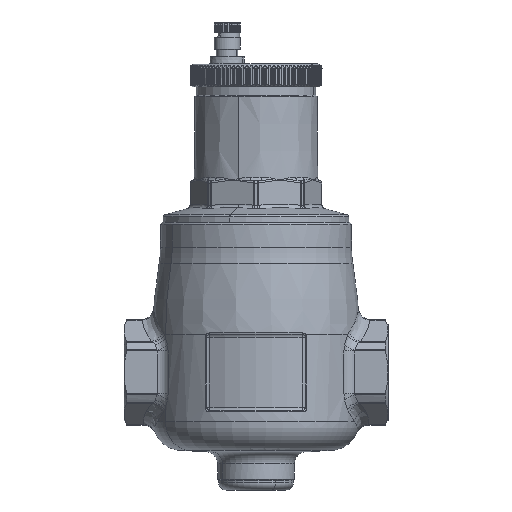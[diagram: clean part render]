
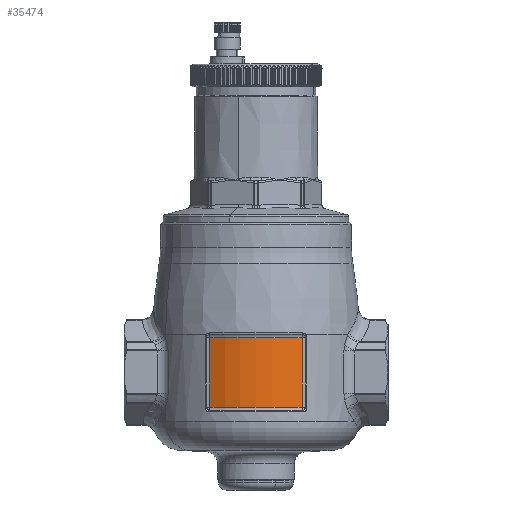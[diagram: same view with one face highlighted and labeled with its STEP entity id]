
A CAD part, left-side view. The second image highlights one B-rep face of the part: STEP entity #35474.
In plain terms, the highlighted cylindrical face has radius 42.25 mm (diameter 84.5 mm), a partial arc.
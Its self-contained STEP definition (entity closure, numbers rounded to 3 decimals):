
#35435=CARTESIAN_POINT('Axis2P3D Location',(0.,0.,53.75)) ;
#35440=CARTESIAN_POINT('Axis2P3D Location',(0.,0.,30.5)) ;
#35444=CARTESIAN_POINT('Vertex',(-37.615,-19.24,30.5)) ;
#35446=CARTESIAN_POINT('Vertex',(-37.615,19.24,30.5)) ;
#35449=CARTESIAN_POINT('Line Origine',(-37.615,-19.24,42.541)) ;
#35453=CARTESIAN_POINT('Vertex',(-37.615,-19.24,59.5)) ;
#35456=CARTESIAN_POINT('Axis2P3D Location',(0.,0.,59.5)) ;
#35460=CARTESIAN_POINT('Vertex',(-37.615,19.24,59.5)) ;
#35463=CARTESIAN_POINT('Line Origine',(-37.615,19.24,42.541)) ;
#35451=VECTOR('Line Direction',#35450,1.) ;
#35465=VECTOR('Line Direction',#35464,1.) ;
#35436=DIRECTION('Axis2P3D Direction',(0.,0.,-1.)) ;
#35437=DIRECTION('Axis2P3D XDirection',(0.479,0.878,0.)) ;
#35441=DIRECTION('Axis2P3D Direction',(0.,0.,-1.)) ;
#35450=DIRECTION('Vector Direction',(0.,0.,-1.)) ;
#35457=DIRECTION('Axis2P3D Direction',(0.,0.,-1.)) ;
#35464=DIRECTION('Vector Direction',(0.,0.,-1.)) ;
#35438=AXIS2_PLACEMENT_3D('Cylinder Axis2P3D',#35435,#35436,#35437) ;
#35442=AXIS2_PLACEMENT_3D('Circle Axis2P3D',#35440,#35441,$) ;
#35458=AXIS2_PLACEMENT_3D('Circle Axis2P3D',#35456,#35457,$) ;
#35452=LINE('Line',#35449,#35451) ;
#35466=LINE('Line',#35463,#35465) ;
#35443=CIRCLE('generated circle',#35442,42.25) ;
#35459=CIRCLE('generated circle',#35458,42.25) ;
#35439=CYLINDRICAL_SURFACE('generated cylinder',#35438,42.25) ;
#35448=EDGE_CURVE('',#35445,#35447,#35443,.T.) ;
#35455=EDGE_CURVE('',#35454,#35445,#35452,.T.) ;
#35462=EDGE_CURVE('',#35461,#35454,#35459,.F.) ;
#35467=EDGE_CURVE('',#35447,#35461,#35466,.F.) ;
#35469=ORIENTED_EDGE('',*,*,#35448,.F.) ;
#35470=ORIENTED_EDGE('',*,*,#35455,.F.) ;
#35471=ORIENTED_EDGE('',*,*,#35462,.F.) ;
#35472=ORIENTED_EDGE('',*,*,#35467,.F.) ;
#35468=EDGE_LOOP('',(#35469,#35470,#35471,#35472)) ;
#35445=VERTEX_POINT('',#35444) ;
#35447=VERTEX_POINT('',#35446) ;
#35454=VERTEX_POINT('',#35453) ;
#35461=VERTEX_POINT('',#35460) ;
#35474=ADVANCED_FACE('29475_00.1\\PartBody',(#35473),#35439,.T.) ;
#35473=FACE_OUTER_BOUND('',#35468,.T.) ;
